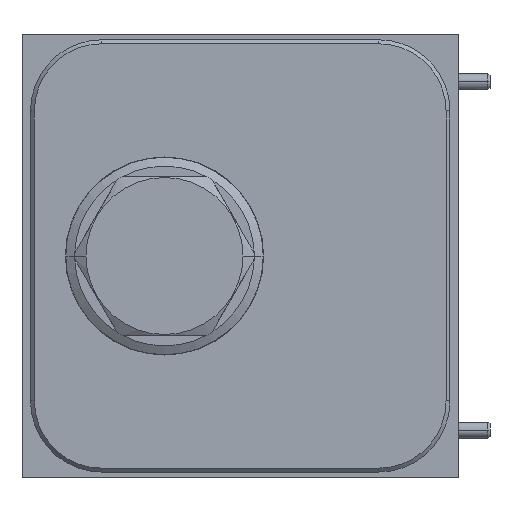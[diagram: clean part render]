
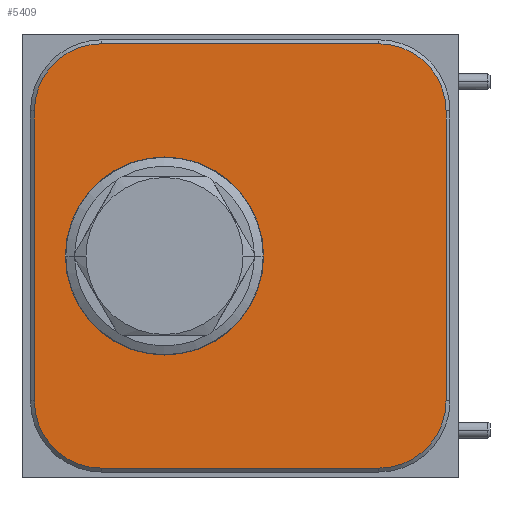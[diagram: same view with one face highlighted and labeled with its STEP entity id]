
A CAD part, left-side view. The second image highlights one B-rep face of the part: STEP entity #5409.
In plain terms, the highlighted planar face has unit normal (-1, 0, 0).
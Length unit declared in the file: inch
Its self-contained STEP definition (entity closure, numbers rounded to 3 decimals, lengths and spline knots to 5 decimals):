
#57=CARTESIAN_POINT('',(0.,-2.817,2.895));
#58=DIRECTION('',(1.,0.,0.));
#59=DIRECTION('',(0.,0.,1.));
#60=AXIS2_PLACEMENT_3D('',#57,#58,#59);
#71=CARTESIAN_POINT('',(0.,-1.125,1.75));
#72=DIRECTION('',(1.,0.,0.));
#73=DIRECTION('',(0.,0.,-1.));
#74=AXIS2_PLACEMENT_3D('',#71,#72,#73);
#76=CARTESIAN_POINT('',(0.,-1.125,1.75));
#77=DIRECTION('',(1.,0.,0.));
#78=DIRECTION('',(0.,0.,1.));
#79=AXIS2_PLACEMENT_3D('',#76,#77,#78);
#4759=DIRECTION('',(0.,0.,-1.));
#4760=VECTOR('',#4759,2.289);
#4761=CARTESIAN_POINT('',(0.,-3.348,2.895));
#4762=LINE('',#4761,#4760);
#4779=CARTESIAN_POINT('',(0.,-2.817,0.606));
#4780=DIRECTION('',(1.,0.,0.));
#4781=DIRECTION('',(0.,-1.,0.));
#4782=AXIS2_PLACEMENT_3D('',#4779,#4780,#4781);
#4797=DIRECTION('',(0.,1.,0.));
#4798=VECTOR('',#4797,2.188);
#4799=CARTESIAN_POINT('',(0.,-2.817,0.075));
#4800=LINE('',#4799,#4798);
#4813=CARTESIAN_POINT('',(0.,-0.629,0.606));
#4814=DIRECTION('',(1.,0.,0.));
#4815=DIRECTION('',(0.,0.,-1.));
#4816=AXIS2_PLACEMENT_3D('',#4813,#4814,#4815);
#4827=DIRECTION('',(0.,0.,1.));
#4828=VECTOR('',#4827,2.289);
#4829=CARTESIAN_POINT('',(0.,-0.098,0.606));
#4830=LINE('',#4829,#4828);
#4847=CARTESIAN_POINT('',(0.,-0.629,2.895));
#4848=DIRECTION('',(1.,0.,0.));
#4849=DIRECTION('',(0.,1.,0.));
#4850=AXIS2_PLACEMENT_3D('',#4847,#4848,#4849);
#4861=DIRECTION('',(0.,-1.,0.));
#4862=VECTOR('',#4861,2.188);
#4863=CARTESIAN_POINT('',(0.,-0.629,3.426));
#4864=LINE('',#4863,#4862);
#4921=CARTESIAN_POINT('',(0.,-1.125,2.532));
#4922=VERTEX_POINT('',#4921);
#4931=CARTESIAN_POINT('',(0.,-1.125,0.968));
#4932=VERTEX_POINT('',#4931);
#4965=CARTESIAN_POINT('',(0.,-2.817,0.075));
#4966=CARTESIAN_POINT('',(0.,-0.629,0.075));
#4967=VERTEX_POINT('',#4965);
#4968=VERTEX_POINT('',#4966);
#4973=CARTESIAN_POINT('',(0.,-0.098,0.606));
#4974=VERTEX_POINT('',#4973);
#4977=CARTESIAN_POINT('',(0.,-0.098,2.895));
#4978=VERTEX_POINT('',#4977);
#4981=CARTESIAN_POINT('',(0.,-0.629,3.426));
#4982=VERTEX_POINT('',#4981);
#4985=CARTESIAN_POINT('',(0.,-2.817,3.426));
#4986=VERTEX_POINT('',#4985);
#4989=CARTESIAN_POINT('',(0.,-3.348,2.895));
#4990=VERTEX_POINT('',#4989);
#4993=CARTESIAN_POINT('',(0.,-3.348,0.606));
#4994=VERTEX_POINT('',#4993);
#5381=CARTESIAN_POINT('',(0.,0.,0.));
#5382=DIRECTION('',(-1.,0.,0.));
#5383=DIRECTION('',(0.,-1.,0.));
#5384=AXIS2_PLACEMENT_3D('',#5381,#5382,#5383);
#5385=PLANE('',#5384);
#5386=ORIENTED_EDGE('',*,*,#5371,.T.);
#5388=ORIENTED_EDGE('',*,*,#5387,.T.);
#5390=ORIENTED_EDGE('',*,*,#5389,.T.);
#5392=ORIENTED_EDGE('',*,*,#5391,.T.);
#5394=ORIENTED_EDGE('',*,*,#5393,.T.);
#5396=ORIENTED_EDGE('',*,*,#5395,.T.);
#5398=ORIENTED_EDGE('',*,*,#5397,.T.);
#5400=ORIENTED_EDGE('',*,*,#5399,.T.);
#5401=EDGE_LOOP('',(#5386,#5388,#5390,#5392,#5394,#5396,#5398,#5400));
#5402=FACE_OUTER_BOUND('',#5401,.F.);
#5404=ORIENTED_EDGE('',*,*,#5403,.F.);
#5406=ORIENTED_EDGE('',*,*,#5405,.F.);
#5407=EDGE_LOOP('',(#5404,#5406));
#5408=FACE_BOUND('',#5407,.F.);
#5409=ADVANCED_FACE('',(#5402,#5408),#5385,.T.);
#61=CIRCLE('',#60,0.531);
#75=CIRCLE('',#74,0.782);
#80=CIRCLE('',#79,0.782);
#4783=CIRCLE('',#4782,0.531);
#4817=CIRCLE('',#4816,0.531);
#4851=CIRCLE('',#4850,0.531);
#5371=EDGE_CURVE('',#4986,#4990,#61,.T.);
#5387=EDGE_CURVE('',#4990,#4994,#4762,.T.);
#5389=EDGE_CURVE('',#4994,#4967,#4783,.T.);
#5391=EDGE_CURVE('',#4967,#4968,#4800,.T.);
#5393=EDGE_CURVE('',#4968,#4974,#4817,.T.);
#5395=EDGE_CURVE('',#4974,#4978,#4830,.T.);
#5397=EDGE_CURVE('',#4978,#4982,#4851,.T.);
#5399=EDGE_CURVE('',#4982,#4986,#4864,.T.);
#5403=EDGE_CURVE('',#4932,#4922,#75,.T.);
#5405=EDGE_CURVE('',#4922,#4932,#80,.T.);
